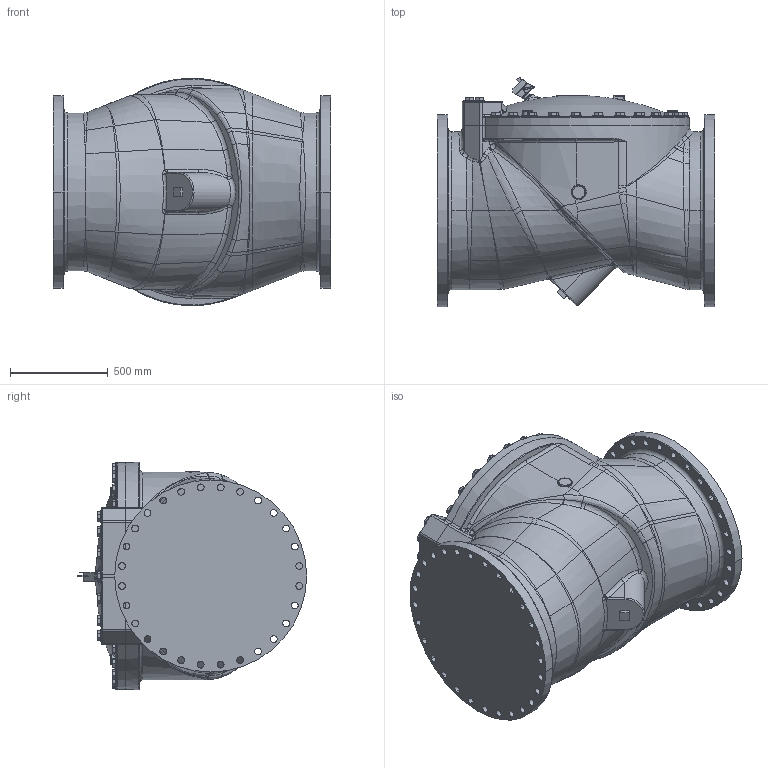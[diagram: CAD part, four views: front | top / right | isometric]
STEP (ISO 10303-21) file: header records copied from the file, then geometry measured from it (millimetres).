
FILE_DESCRIPTION((''),'2;1');
FILE_NAME('530AMI_SW0001','2023-11-02T08:36:34',('jlesh'),(''),'CREO PARAMETRIC BY PTC INC, 2023072','CREO PARAMETRIC BY PTC INC, 2023072','');
FILE_SCHEMA(('AUTOMOTIVE_DESIGN { 1 0 10303 214 1 1 1 1 }'));
Length unit declared in the file: inch
Products named in the file (1): 530AMI_SW0001
Bounding box: 1422.4 x 1175.4 x 1164.85 mm (x, y, z)
Volume: 1041125303.7 mm3; surface area: 7497477.6 mm2
Topology: 2 solids, 3 shells, 1424 faces, 3309 edges, 1987 vertices
Faces by surface type: plane 398, cylinder 291, bspline 290, torus 219, cone 201, sphere 25
Entity records: 101184 total; most frequent: CARTESIAN_POINT 64028, ORIENTED_EDGE 6602, DIRECTION 5913, EDGE_CURVE 3301, AXIS2_PLACEMENT_3D 2513, VERTEX_POINT 1987, EDGE_LOOP 1646, FACE_OUTER_BOUND 1424
